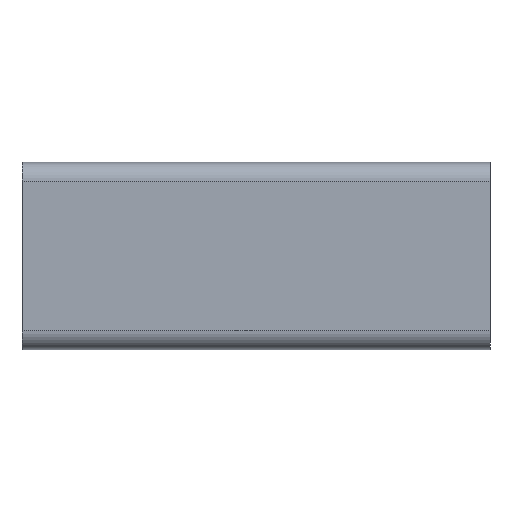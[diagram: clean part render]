
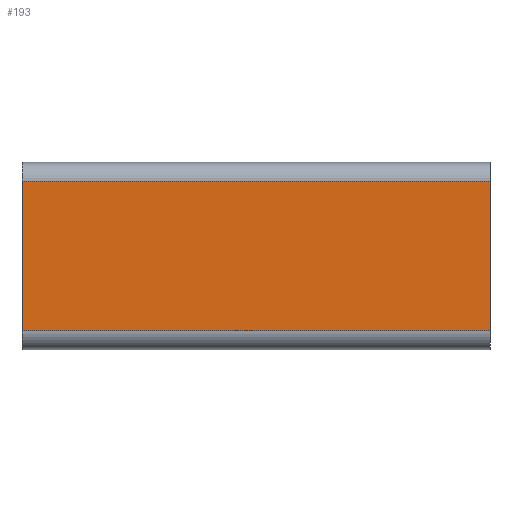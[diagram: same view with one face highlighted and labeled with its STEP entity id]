
A CAD part, left-side view. The second image highlights one B-rep face of the part: STEP entity #193.
In plain terms, the highlighted planar face has unit normal (-1, 0, 0).
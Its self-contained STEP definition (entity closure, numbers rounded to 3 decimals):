
#193 = ADVANCED_FACE( '', ( #515 ), #516, .F. );
#515 = FACE_OUTER_BOUND( '', #980, .T. );
#516 = PLANE( '', #981 );
#980 = EDGE_LOOP( '', ( #1494, #1495, #1496, #1497 ) );
#981 = AXIS2_PLACEMENT_3D( '', #1498, #1499, #1500 );
#1494 = ORIENTED_EDGE( '', *, *, #2917, .T. );
#1495 = ORIENTED_EDGE( '', *, *, #2918, .F. );
#1496 = ORIENTED_EDGE( '', *, *, #2919, .F. );
#1497 = ORIENTED_EDGE( '', *, *, #2920, .T. );
#1498 = CARTESIAN_POINT( '', ( -20., 100., 16. ) );
#1499 = DIRECTION( '', ( 1., 0., 0. ) );
#1500 = DIRECTION( '', ( 0., 0., -1. ) );
#2917 = EDGE_CURVE( '', #3542, #3543, #3544, .T. );
#2918 = EDGE_CURVE( '', #3545, #3543, #3546, .T. );
#2919 = EDGE_CURVE( '', #3547, #3545, #3548, .T. );
#2920 = EDGE_CURVE( '', #3547, #3542, #3549, .T. );
#3542 = VERTEX_POINT( '', #4451 );
#3543 = VERTEX_POINT( '', #4452 );
#3544 = LINE( '', #4453, #4454 );
#3545 = VERTEX_POINT( '', #4455 );
#3546 = LINE( '', #4456, #4457 );
#3547 = VERTEX_POINT( '', #4458 );
#3548 = LINE( '', #4459, #4460 );
#3549 = LINE( '', #4461, #4462 );
#4451 = CARTESIAN_POINT( '', ( -20., 0., -16. ) );
#4452 = CARTESIAN_POINT( '', ( -20., 0., 16. ) );
#4453 = CARTESIAN_POINT( '', ( -20., 0., 16. ) );
#4454 = VECTOR( '', #5520, 1000. );
#4455 = CARTESIAN_POINT( '', ( -20., 100., 16. ) );
#4456 = CARTESIAN_POINT( '', ( -20., 100., 16. ) );
#4457 = VECTOR( '', #5521, 1000. );
#4458 = CARTESIAN_POINT( '', ( -20., 100., -16. ) );
#4459 = CARTESIAN_POINT( '', ( -20., 100., 16. ) );
#4460 = VECTOR( '', #5522, 1000. );
#4461 = CARTESIAN_POINT( '', ( -20., 100., -16. ) );
#4462 = VECTOR( '', #5523, 1000. );
#5520 = DIRECTION( '', ( 0., 0., 1. ) );
#5521 = DIRECTION( '', ( 0., -1., 0. ) );
#5522 = DIRECTION( '', ( 0., 0., 1. ) );
#5523 = DIRECTION( '', ( 0., -1., 0. ) );
